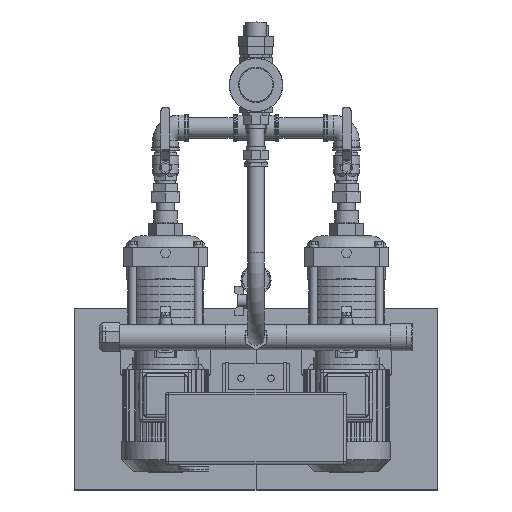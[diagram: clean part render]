
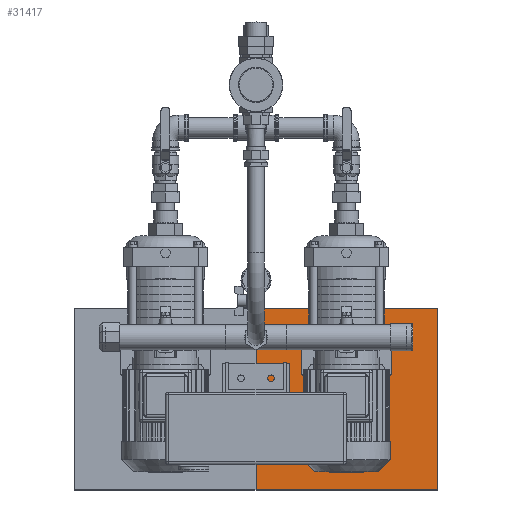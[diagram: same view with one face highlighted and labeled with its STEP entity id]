
A CAD part, top view. The second image highlights one B-rep face of the part: STEP entity #31417.
In plain terms, the highlighted planar face has unit normal (0, 0, 1).
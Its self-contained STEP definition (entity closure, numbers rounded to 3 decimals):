
#2072=LINE('',#51555,#5162);
#2093=LINE('',#51597,#5183);
#2095=LINE('',#51601,#5185);
#2096=LINE('',#51602,#5186);
#5162=VECTOR('',#40249,1.);
#5183=VECTOR('',#40280,10.);
#5185=VECTOR('',#40284,10.);
#5186=VECTOR('',#40285,10.);
#7196=PLANE('',#34051);
#9256=FACE_OUTER_BOUND('',#11326,.T.);
#11326=EDGE_LOOP('',(#26027,#26028,#26029,#26030));
#15401=VERTEX_POINT('',#51553);
#15402=VERTEX_POINT('',#51554);
#15418=VERTEX_POINT('',#51596);
#15419=VERTEX_POINT('',#51600);
#19186=EDGE_CURVE('',#15401,#15402,#2072,.T.);
#19207=EDGE_CURVE('',#15418,#15402,#2093,.T.);
#19209=EDGE_CURVE('',#15419,#15401,#2095,.T.);
#19210=EDGE_CURVE('',#15419,#15418,#2096,.T.);
#26027=ORIENTED_EDGE('',*,*,#19186,.F.);
#26028=ORIENTED_EDGE('',*,*,#19209,.F.);
#26029=ORIENTED_EDGE('',*,*,#19210,.T.);
#26030=ORIENTED_EDGE('',*,*,#19207,.T.);
#31417=ADVANCED_FACE('',(#9256),#7196,.T.);
#34051=AXIS2_PLACEMENT_3D('',#51599,#40282,#40283);
#40249=DIRECTION('',(0.,-1.,0.));
#40280=DIRECTION('',(1.,0.,0.));
#40282=DIRECTION('center_axis',(0.,0.,1.));
#40283=DIRECTION('ref_axis',(0.,-1.,0.));
#40284=DIRECTION('',(1.,0.,0.));
#40285=DIRECTION('',(0.,-1.,0.));
#51553=CARTESIAN_POINT('',(600.,47.5,50.));
#51554=CARTESIAN_POINT('',(600.,-252.5,50.));
#51555=CARTESIAN_POINT('',(600.,-102.5,50.));
#51596=CARTESIAN_POINT('',(300.,-252.5,50.));
#51597=CARTESIAN_POINT('',(600.,-252.5,50.));
#51599=CARTESIAN_POINT('Origin',(600.,-102.5,50.));
#51600=CARTESIAN_POINT('',(300.,47.5,50.));
#51601=CARTESIAN_POINT('',(600.,47.5,50.));
#51602=CARTESIAN_POINT('',(300.,-102.5,50.));
